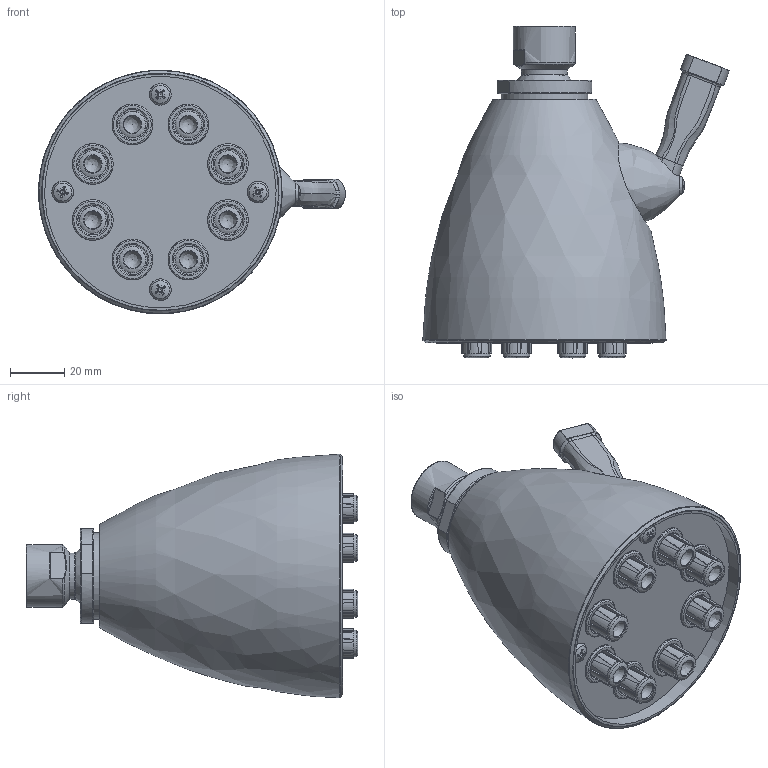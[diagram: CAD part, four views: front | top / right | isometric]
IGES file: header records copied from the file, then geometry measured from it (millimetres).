
Global section: file name: V779-8BH; native system: Autodesk Inventor 2024; preprocessor: unknown; author: adaniels; date: 20240722.094333; units: millimetre
Bounding box: 113.26 x 122.52 x 89.92 mm (x, y, z)
Volume: 370648.8 mm3; surface area: 57770.7 mm2
Topology: 27 solids, 28 shells, 925 faces, 2506 edges, 1678 vertices
Faces by surface type: bspline 925
